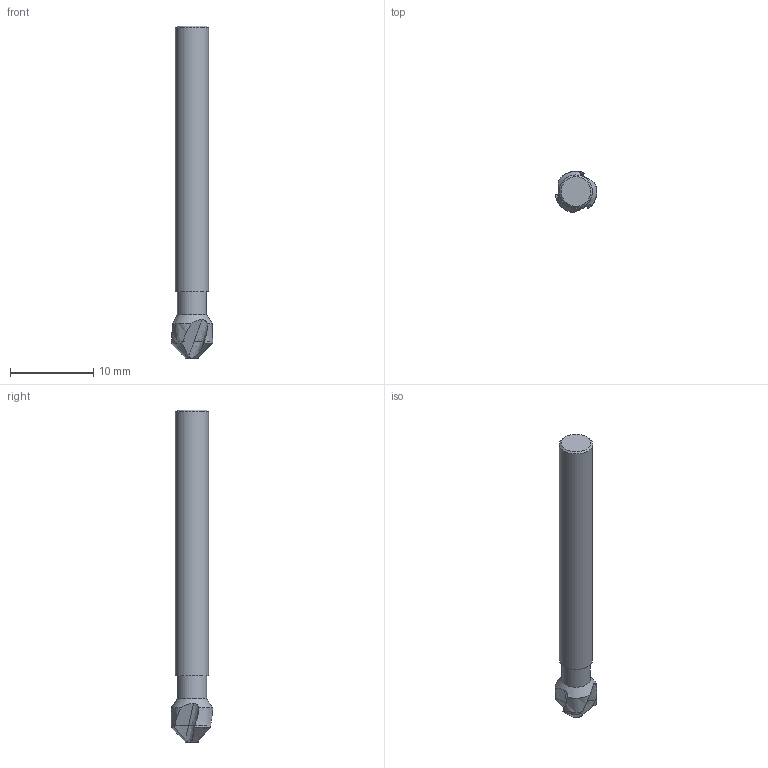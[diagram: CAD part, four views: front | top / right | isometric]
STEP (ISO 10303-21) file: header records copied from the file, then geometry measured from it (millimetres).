
FILE_DESCRIPTION(('STEP'), '1');
FILE_NAME('12030014.stp', '2021-06-23T15:01:15', ('TDM Systems GmbH'), ('TDM Systems GmbH'), 'HarmonyWare STEP v2.1.2-dev Express v3.0.0.0', 'TDM', 'Unknown');
FILE_SCHEMA(('AUTOMOTIVE_DESIGN'));
Length unit declared in the file: millimetre
Products named in the file (1): NONE
Bounding box: 4.99 x 4.99 x 40 mm (x, y, z)
Volume: 489.2 mm3; surface area: 555.5 mm2
Topology: 2 solids, 2 shells, 37 faces, 98 edges, 71 vertices
Faces by surface type: bspline 20, plane 17
Entity records: 2364 total; most frequent: CARTESIAN_POINT 1534, ORIENTED_EDGE 188, DIRECTION 115, EDGE_CURVE 94, VERTEX_POINT 62, B_SPLINE_CURVE_WITH_KNOTS 44, AXIS2_PLACEMENT_3D 41, EDGE_LOOP 38
